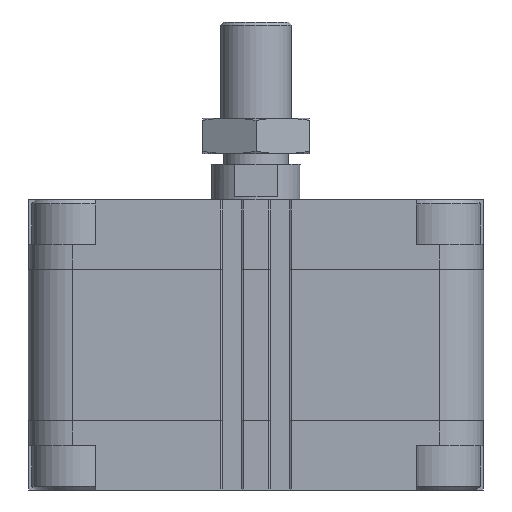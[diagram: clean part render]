
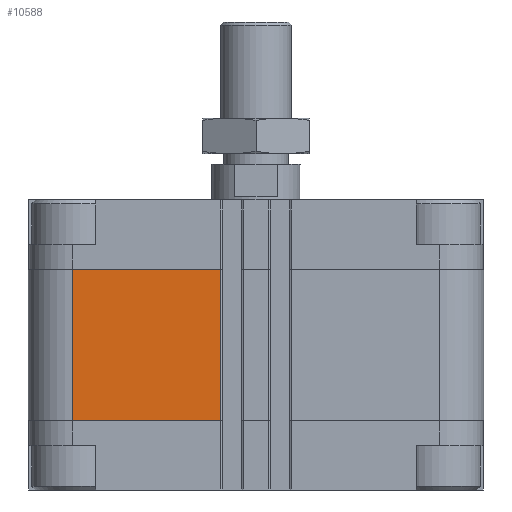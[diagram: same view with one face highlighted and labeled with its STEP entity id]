
A CAD part, front view. The second image highlights one B-rep face of the part: STEP entity #10588.
In plain terms, the highlighted face is planar.
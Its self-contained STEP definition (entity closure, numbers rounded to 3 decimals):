
#2020=ORIENTED_EDGE('',*,*,#4696,.F.);
#2021=ORIENTED_EDGE('',*,*,#4781,.F.);
#2022=ORIENTED_EDGE('',*,*,#4391,.T.);
#2023=ORIENTED_EDGE('',*,*,#4782,.T.);
#4391=EDGE_CURVE('',#5923,#5922,#6841,.T.);
#4696=EDGE_CURVE('',#6115,#6116,#7057,.T.);
#4781=EDGE_CURVE('',#5923,#6115,#7111,.T.);
#4782=EDGE_CURVE('',#5922,#6116,#7112,.T.);
#5922=VERTEX_POINT('',#16228);
#5923=VERTEX_POINT('',#16230);
#6115=VERTEX_POINT('',#16831);
#6116=VERTEX_POINT('',#16833);
#6841=LINE('',#16229,#7811);
#7057=LINE('',#16832,#8027);
#7111=LINE('',#17003,#8081);
#7112=LINE('',#17005,#8082);
#7811=VECTOR('',#12587,1000.);
#8027=VECTOR('',#13191,1000.);
#8081=VECTOR('',#13369,1000.);
#8082=VECTOR('',#13372,1000.);
#8703=EDGE_LOOP('',(#2020,#2021,#2022,#2023));
#9447=FACE_BOUND('',#8703,.T.);
#10108=PLANE('',#11456);
#10588=ADVANCED_FACE('',(#9447),#10108,.T.);
#11456=AXIS2_PLACEMENT_3D('',#17004,#13370,#13371);
#12587=DIRECTION('',(-1.,0.,0.));
#13191=DIRECTION('',(-1.,0.,0.));
#13369=DIRECTION('',(0.,0.,1.));
#13370=DIRECTION('',(0.,1.,0.));
#13371=DIRECTION('',(0.,0.,1.));
#13372=DIRECTION('',(0.,0.,1.));
#16228=CARTESIAN_POINT('',(9.95,64.,-62.));
#16229=CARTESIAN_POINT('',(51.5,64.,-62.));
#16230=CARTESIAN_POINT('',(51.5,64.,-62.));
#16831=CARTESIAN_POINT('',(51.5,64.,-19.5));
#16832=CARTESIAN_POINT('',(51.5,64.,-19.5));
#16833=CARTESIAN_POINT('',(9.95,64.,-19.5));
#17003=CARTESIAN_POINT('',(51.5,64.,-62.));
#17004=CARTESIAN_POINT('',(51.5,64.,-62.));
#17005=CARTESIAN_POINT('',(9.95,64.,-62.));
